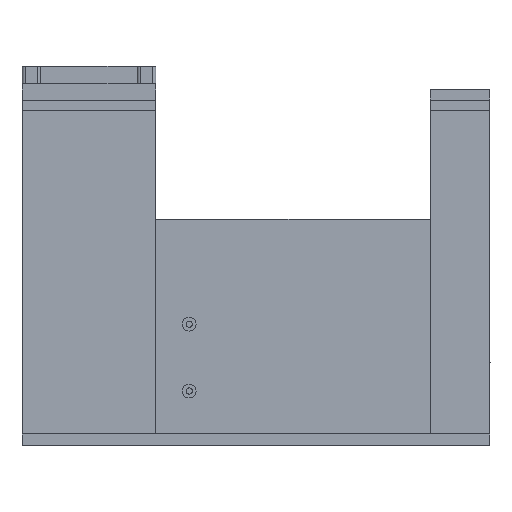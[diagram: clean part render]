
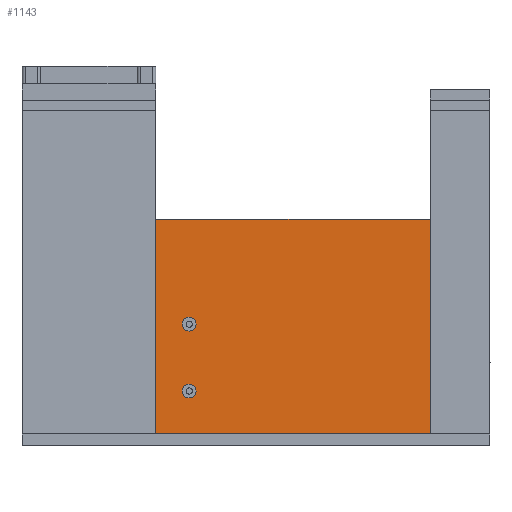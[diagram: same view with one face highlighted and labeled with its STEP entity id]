
A CAD part, front view. The second image highlights one B-rep face of the part: STEP entity #1143.
In plain terms, the highlighted planar face has unit normal (0, -1, 0).
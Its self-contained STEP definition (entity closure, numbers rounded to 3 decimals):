
#16=FACE_BOUND('',#144,.T.);
#17=FACE_BOUND('',#145,.T.);
#28=PLANE('',#1211);
#80=FACE_OUTER_BOUND('',#143,.T.);
#143=EDGE_LOOP('',(#806,#807,#808,#809));
#144=EDGE_LOOP('',(#810));
#145=EDGE_LOOP('',(#811));
#215=LINE('',#1623,#357);
#216=LINE('',#1625,#358);
#217=LINE('',#1627,#359);
#218=LINE('',#1628,#360);
#357=VECTOR('',#1310,10.);
#358=VECTOR('',#1311,10.);
#359=VECTOR('',#1312,10.);
#360=VECTOR('',#1313,10.);
#500=CIRCLE('',#1209,2.9);
#501=CIRCLE('',#1212,2.9);
#524=VERTEX_POINT('',#1616);
#525=VERTEX_POINT('',#1621);
#526=VERTEX_POINT('',#1622);
#527=VERTEX_POINT('',#1624);
#528=VERTEX_POINT('',#1626);
#529=VERTEX_POINT('',#1629);
#635=EDGE_CURVE('',#524,#524,#500,.T.);
#636=EDGE_CURVE('',#525,#526,#215,.T.);
#637=EDGE_CURVE('',#527,#526,#216,.T.);
#638=EDGE_CURVE('',#528,#527,#217,.T.);
#639=EDGE_CURVE('',#528,#525,#218,.T.);
#640=EDGE_CURVE('',#529,#529,#501,.T.);
#806=ORIENTED_EDGE('',*,*,#636,.T.);
#807=ORIENTED_EDGE('',*,*,#637,.F.);
#808=ORIENTED_EDGE('',*,*,#638,.F.);
#809=ORIENTED_EDGE('',*,*,#639,.T.);
#810=ORIENTED_EDGE('',*,*,#640,.T.);
#811=ORIENTED_EDGE('',*,*,#635,.T.);
#1143=ADVANCED_FACE('',(#80,#16,#17),#28,.T.);
#1209=AXIS2_PLACEMENT_3D('',#1618,#1304,#1305);
#1211=AXIS2_PLACEMENT_3D('',#1620,#1308,#1309);
#1212=AXIS2_PLACEMENT_3D('',#1630,#1314,#1315);
#1304=DIRECTION('center_axis',(0.,1.,0.));
#1305=DIRECTION('ref_axis',(-1.,0.,0.));
#1308=DIRECTION('center_axis',(0.,-1.,0.));
#1309=DIRECTION('ref_axis',(-1.,0.,0.));
#1310=DIRECTION('',(1.,0.,0.));
#1311=DIRECTION('',(0.,0.,-1.));
#1312=DIRECTION('',(1.,0.,0.));
#1313=DIRECTION('',(0.,0.,-1.));
#1314=DIRECTION('center_axis',(0.,1.,0.));
#1315=DIRECTION('ref_axis',(-1.,0.,0.));
#1616=CARTESIAN_POINT('',(77.3,16.24,-103.437));
#1618=CARTESIAN_POINT('Origin',(74.4,16.24,-103.437));
#1620=CARTESIAN_POINT('Origin',(175.4,16.24,-121.437));
#1621=CARTESIAN_POINT('',(60.4,16.24,-121.437));
#1622=CARTESIAN_POINT('',(175.4,16.24,-121.437));
#1623=CARTESIAN_POINT('',(173.313,16.24,-121.437));
#1624=CARTESIAN_POINT('',(175.4,16.24,-31.437));
#1625=CARTESIAN_POINT('',(175.4,16.24,-23.973));
#1626=CARTESIAN_POINT('',(60.4,16.24,-31.437));
#1627=CARTESIAN_POINT('',(173.313,16.24,-31.437));
#1628=CARTESIAN_POINT('',(60.4,16.24,-121.437));
#1629=CARTESIAN_POINT('',(77.3,16.24,-75.437));
#1630=CARTESIAN_POINT('Origin',(74.4,16.24,-75.437));
